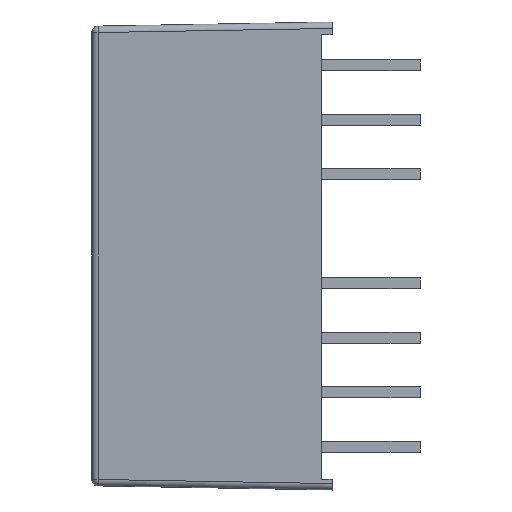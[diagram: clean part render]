
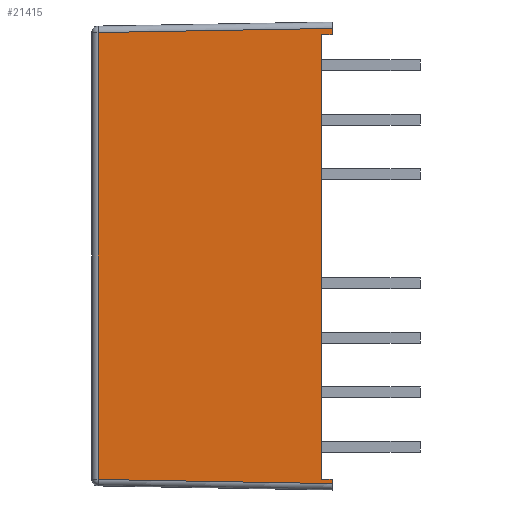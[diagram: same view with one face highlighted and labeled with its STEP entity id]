
A CAD part, left-side view. The second image highlights one B-rep face of the part: STEP entity #21415.
In plain terms, the highlighted planar face has unit normal (-1, 0.018, 0).
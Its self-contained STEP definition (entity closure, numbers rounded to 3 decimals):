
#339 = ORIENTED_EDGE ( 'NONE', *, *, #6015, .T. ) ;
#689 = DIRECTION ( 'NONE',  ( 0., 0., 1. ) ) ;
#884 = EDGE_CURVE ( 'NONE', #22024, #8877, #2453, .T. ) ;
#1567 = CARTESIAN_POINT ( 'NONE',  ( -4.541, 0.5, -10.4 ) ) ;
#1851 = VERTEX_POINT ( 'NONE', #6092 ) ;
#1972 = CARTESIAN_POINT ( 'NONE',  ( -4.55, 0., -10.4 ) ) ;
#1995 = CARTESIAN_POINT ( 'NONE',  ( -4.36, 10.905, -10.41 ) ) ;
#2074 = EDGE_CURVE ( 'NONE', #8877, #17544, #6178, .T. ) ;
#2415 = VERTEX_POINT ( 'NONE', #14401 ) ;
#2453 = LINE ( 'NONE', #14697, #7704 ) ;
#3372 = CARTESIAN_POINT ( 'NONE',  ( -4.55, 0., 10.6 ) ) ;
#3521 = ORIENTED_EDGE ( 'NONE', *, *, #12463, .T. ) ;
#3743 = VECTOR ( 'NONE', #5537, 1000. ) ;
#4145 = VECTOR ( 'NONE', #689, 1000. ) ;
#4694 = VERTEX_POINT ( 'NONE', #7789 ) ;
#4730 = DIRECTION ( 'NONE',  ( -0.017, -1., 0. ) ) ;
#5065 = DIRECTION ( 'NONE',  ( -1., 0.017, 0. ) ) ;
#5537 = DIRECTION ( 'NONE',  ( 0., 0., -1. ) ) ;
#5726 = VERTEX_POINT ( 'NONE', #1567 ) ;
#5741 = ORIENTED_EDGE ( 'NONE', *, *, #18843, .F. ) ;
#6015 = EDGE_CURVE ( 'NONE', #2415, #4694, #15364, .T. ) ;
#6092 = CARTESIAN_POINT ( 'NONE',  ( -4.36, 10.905, 10.41 ) ) ;
#6178 = LINE ( 'NONE', #21040, #18067 ) ;
#6233 = EDGE_CURVE ( 'NONE', #16402, #1851, #11822, .T. ) ;
#6838 = PLANE ( 'NONE',  #20951 ) ;
#6948 = DIRECTION ( 'NONE',  ( 0., 0., -1. ) ) ;
#7335 = DIRECTION ( 'NONE',  ( 0.017, 1., 0. ) ) ;
#7704 = VECTOR ( 'NONE', #22207, 1000. ) ;
#7789 = CARTESIAN_POINT ( 'NONE',  ( -4.55, 0., 10.3 ) ) ;
#8084 = ORIENTED_EDGE ( 'NONE', *, *, #20056, .T. ) ;
#8877 = VERTEX_POINT ( 'NONE', #9351 ) ;
#8918 = CARTESIAN_POINT ( 'NONE',  ( -4.36, 10.905, -10.405 ) ) ;
#9351 = CARTESIAN_POINT ( 'NONE',  ( -4.55, 0., -10.6 ) ) ;
#9972 = DIRECTION ( 'NONE',  ( 0.017, 1., -0.017 ) ) ;
#9998 = CARTESIAN_POINT ( 'NONE',  ( -4.55, 0., 10.3 ) ) ;
#10322 = CARTESIAN_POINT ( 'NONE',  ( -4.541, 0.5, -10.9 ) ) ;
#11822 = LINE ( 'NONE', #20748, #16464 ) ;
#11945 = VECTOR ( 'NONE', #7335, 1000. ) ;
#11958 = FACE_OUTER_BOUND ( 'NONE', #18478, .T. ) ;
#12186 = ORIENTED_EDGE ( 'NONE', *, *, #2074, .T. ) ;
#12275 = EDGE_CURVE ( 'NONE', #17544, #5726, #19860, .T. ) ;
#12463 = EDGE_CURVE ( 'NONE', #1851, #22024, #18214, .T. ) ;
#13951 = DIRECTION ( 'NONE',  ( 0., 0., 1. ) ) ;
#14401 = CARTESIAN_POINT ( 'NONE',  ( -4.541, 0.5, 10.3 ) ) ;
#14697 = CARTESIAN_POINT ( 'NONE',  ( -4.55, -0.005, -10.6 ) ) ;
#14976 = ORIENTED_EDGE ( 'NONE', *, *, #884, .T. ) ;
#15364 = LINE ( 'NONE', #9998, #19870 ) ;
#15571 = CARTESIAN_POINT ( 'NONE',  ( -4.55, 0., -10.9 ) ) ;
#16402 = VERTEX_POINT ( 'NONE', #3372 ) ;
#16464 = VECTOR ( 'NONE', #9972, 1000. ) ;
#16673 = CARTESIAN_POINT ( 'NONE',  ( -4.55, 0., -10.9 ) ) ;
#17366 = ORIENTED_EDGE ( 'NONE', *, *, #6233, .T. ) ;
#17544 = VERTEX_POINT ( 'NONE', #20726 ) ;
#17641 = LINE ( 'NONE', #10322, #18221 ) ;
#17887 = ORIENTED_EDGE ( 'NONE', *, *, #12275, .T. ) ;
#18067 = VECTOR ( 'NONE', #21994, 1000. ) ;
#18214 = LINE ( 'NONE', #8918, #3743 ) ;
#18221 = VECTOR ( 'NONE', #6948, 1000. ) ;
#18478 = EDGE_LOOP ( 'NONE', ( #17366, #3521, #14976, #12186, #17887, #5741, #339, #8084 ) ) ;
#18511 = LINE ( 'NONE', #16673, #4145 ) ;
#18843 = EDGE_CURVE ( 'NONE', #2415, #5726, #17641, .T. ) ;
#19860 = LINE ( 'NONE', #1972, #11945 ) ;
#19870 = VECTOR ( 'NONE', #4730, 1000. ) ;
#20056 = EDGE_CURVE ( 'NONE', #4694, #16402, #18511, .T. ) ;
#20726 = CARTESIAN_POINT ( 'NONE',  ( -4.55, 0., -10.4 ) ) ;
#20748 = CARTESIAN_POINT ( 'NONE',  ( -4.543, 0.375, 10.593 ) ) ;
#20951 = AXIS2_PLACEMENT_3D ( 'NONE', #15571, #5065, #13951 ) ;
#21040 = CARTESIAN_POINT ( 'NONE',  ( -4.55, 0., -10.9 ) ) ;
#21415 = ADVANCED_FACE ( 'NONE', ( #11958 ), #6838, .T. ) ;
#21994 = DIRECTION ( 'NONE',  ( 0., 0., 1. ) ) ;
#22024 = VERTEX_POINT ( 'NONE', #1995 ) ;
#22207 = DIRECTION ( 'NONE',  ( -0.017, -1., -0.017 ) ) ;
